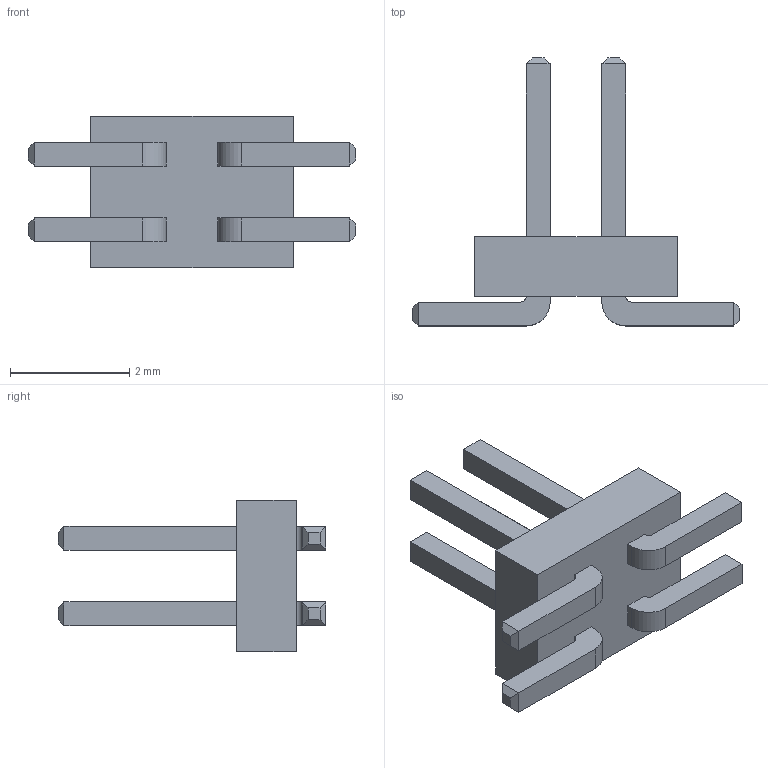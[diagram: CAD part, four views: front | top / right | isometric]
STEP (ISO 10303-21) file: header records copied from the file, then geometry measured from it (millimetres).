
FILE_DESCRIPTION (( 'STEP AP214' ), '1' );
FILE_NAME ('554656F5-2322-4551-BCEF-72845739EDD4.STEP', '2023-05-14T23:04:04', ( '' ), ( '' ), 'SwSTEP 2.0', 'SolidWorks 2022', '' );
FILE_SCHEMA (( 'AUTOMOTIVE_DESIGN' ));
Length unit declared in the file: millimetre
Products named in the file (1): 554656F5-2322-4551-BCEF-72845739EDD4
Bounding box: 5.5 x 4.5 x 2.54 mm (x, y, z)
Volume: 12 mm3; surface area: 62.3 mm2
Topology: 1 solids, 1 shells, 90 faces, 208 edges, 128 vertices
Faces by surface type: plane 82, cylinder 8
Entity records: 3496 total; most frequent: CARTESIAN_POINT 427, ORIENTED_EDGE 416, DIRECTION 406, EDGE_CURVE 208, VECTOR 192, LINE 192, VERTEX_POINT 128, AXIS2_PLACEMENT_3D 107
